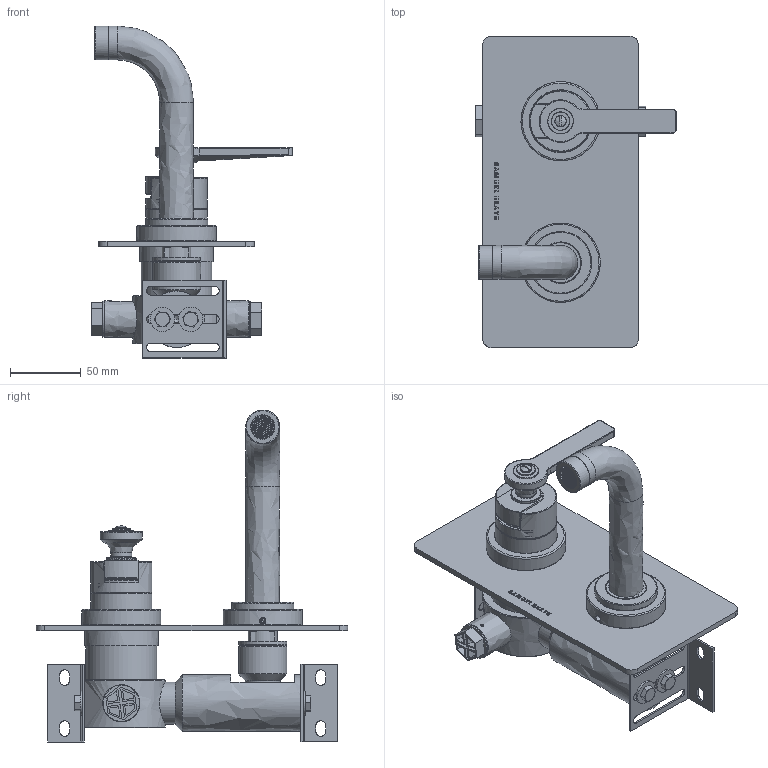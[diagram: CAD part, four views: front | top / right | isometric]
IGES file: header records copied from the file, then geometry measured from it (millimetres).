
Global section: file name: V7KA20S-1LF-LH; native system: Autodesk Inventor 2020; preprocessor: unknown; author: rclarke; date: 20230106.133144; units: millimetre
Bounding box: 142.02 x 220 x 234.65 mm (x, y, z)
Volume: 505587.9 mm3; surface area: 261792.9 mm2
Topology: 51 solids, 52 shells, 3063 faces, 8067 edges, 5299 vertices
Faces by surface type: bspline 3063
